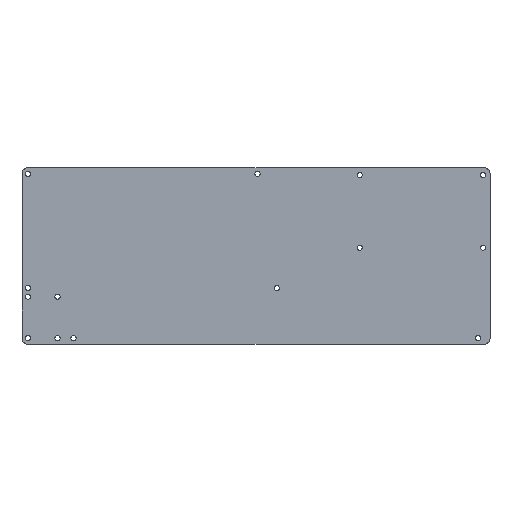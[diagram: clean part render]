
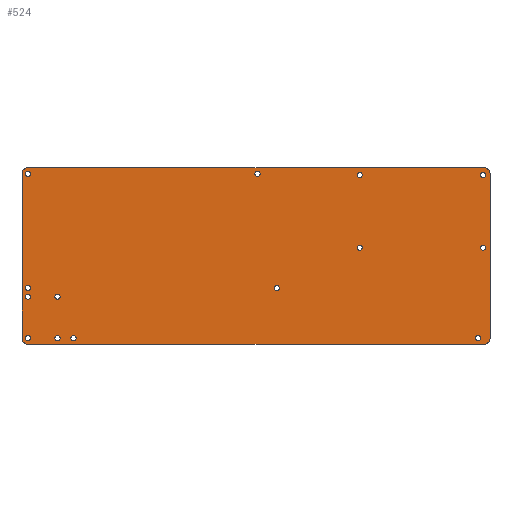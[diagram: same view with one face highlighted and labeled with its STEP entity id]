
A CAD part, top view. The second image highlights one B-rep face of the part: STEP entity #524.
In plain terms, the highlighted planar face has unit normal (0, 0, 1).
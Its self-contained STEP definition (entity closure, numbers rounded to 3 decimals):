
#15=FACE_BOUND('',#99,.T.);
#16=FACE_BOUND('',#100,.T.);
#17=FACE_BOUND('',#101,.T.);
#18=FACE_BOUND('',#102,.T.);
#19=FACE_BOUND('',#103,.T.);
#20=FACE_BOUND('',#104,.T.);
#21=FACE_BOUND('',#105,.T.);
#22=FACE_BOUND('',#106,.T.);
#23=FACE_BOUND('',#107,.T.);
#24=FACE_BOUND('',#108,.T.);
#25=FACE_BOUND('',#109,.T.);
#26=FACE_BOUND('',#110,.T.);
#27=FACE_BOUND('',#111,.T.);
#28=FACE_BOUND('',#112,.T.);
#48=PLANE('',#599);
#73=FACE_OUTER_BOUND('',#98,.T.);
#98=EDGE_LOOP('',(#437,#438,#439,#440,#441,#442,#443,#444,#445));
#99=EDGE_LOOP('',(#446));
#100=EDGE_LOOP('',(#447));
#101=EDGE_LOOP('',(#448));
#102=EDGE_LOOP('',(#449));
#103=EDGE_LOOP('',(#450));
#104=EDGE_LOOP('',(#451));
#105=EDGE_LOOP('',(#452));
#106=EDGE_LOOP('',(#453));
#107=EDGE_LOOP('',(#454));
#108=EDGE_LOOP('',(#455));
#109=EDGE_LOOP('',(#456));
#110=EDGE_LOOP('',(#457));
#111=EDGE_LOOP('',(#458));
#112=EDGE_LOOP('',(#459));
#142=LINE('',#846,#175);
#147=LINE('',#860,#180);
#151=LINE('',#872,#184);
#155=LINE('',#884,#188);
#158=LINE('',#890,#191);
#175=VECTOR('',#703,10.);
#180=VECTOR('',#716,10.);
#184=VECTOR('',#728,10.);
#188=VECTOR('',#740,10.);
#191=VECTOR('',#745,10.);
#195=CIRCLE('',#542,1.75);
#197=CIRCLE('',#545,1.75);
#199=CIRCLE('',#548,1.75);
#201=CIRCLE('',#551,1.75);
#203=CIRCLE('',#554,1.75);
#205=CIRCLE('',#557,1.75);
#207=CIRCLE('',#560,1.75);
#209=CIRCLE('',#563,1.75);
#211=CIRCLE('',#566,1.75);
#213=CIRCLE('',#569,1.75);
#215=CIRCLE('',#572,1.75);
#217=CIRCLE('',#575,1.75);
#219=CIRCLE('',#578,1.75);
#221=CIRCLE('',#581,1.75);
#222=CIRCLE('',#584,4.);
#224=CIRCLE('',#588,4.);
#226=CIRCLE('',#592,4.);
#228=CIRCLE('',#597,4.);
#231=VERTEX_POINT('',#762);
#233=VERTEX_POINT('',#768);
#235=VERTEX_POINT('',#774);
#237=VERTEX_POINT('',#780);
#239=VERTEX_POINT('',#786);
#241=VERTEX_POINT('',#792);
#243=VERTEX_POINT('',#798);
#245=VERTEX_POINT('',#804);
#247=VERTEX_POINT('',#810);
#249=VERTEX_POINT('',#816);
#251=VERTEX_POINT('',#822);
#253=VERTEX_POINT('',#828);
#255=VERTEX_POINT('',#834);
#257=VERTEX_POINT('',#840);
#258=VERTEX_POINT('',#844);
#259=VERTEX_POINT('',#845);
#262=VERTEX_POINT('',#853);
#264=VERTEX_POINT('',#859);
#266=VERTEX_POINT('',#865);
#268=VERTEX_POINT('',#871);
#270=VERTEX_POINT('',#877);
#272=VERTEX_POINT('',#883);
#274=VERTEX_POINT('',#889);
#278=EDGE_CURVE('',#231,#231,#195,.T.);
#281=EDGE_CURVE('',#233,#233,#197,.T.);
#284=EDGE_CURVE('',#235,#235,#199,.T.);
#287=EDGE_CURVE('',#237,#237,#201,.T.);
#290=EDGE_CURVE('',#239,#239,#203,.T.);
#293=EDGE_CURVE('',#241,#241,#205,.T.);
#296=EDGE_CURVE('',#243,#243,#207,.T.);
#299=EDGE_CURVE('',#245,#245,#209,.T.);
#302=EDGE_CURVE('',#247,#247,#211,.T.);
#305=EDGE_CURVE('',#249,#249,#213,.T.);
#308=EDGE_CURVE('',#251,#251,#215,.T.);
#311=EDGE_CURVE('',#253,#253,#217,.T.);
#314=EDGE_CURVE('',#255,#255,#219,.T.);
#317=EDGE_CURVE('',#257,#257,#221,.T.);
#318=EDGE_CURVE('',#258,#259,#142,.T.);
#322=EDGE_CURVE('',#258,#262,#222,.T.);
#325=EDGE_CURVE('',#262,#264,#147,.T.);
#328=EDGE_CURVE('',#264,#266,#224,.T.);
#331=EDGE_CURVE('',#266,#268,#151,.T.);
#334=EDGE_CURVE('',#268,#270,#226,.T.);
#337=EDGE_CURVE('',#270,#272,#155,.T.);
#340=EDGE_CURVE('',#274,#272,#158,.T.);
#343=EDGE_CURVE('',#274,#259,#228,.T.);
#437=ORIENTED_EDGE('',*,*,#343,.T.);
#438=ORIENTED_EDGE('',*,*,#318,.F.);
#439=ORIENTED_EDGE('',*,*,#322,.T.);
#440=ORIENTED_EDGE('',*,*,#325,.T.);
#441=ORIENTED_EDGE('',*,*,#328,.T.);
#442=ORIENTED_EDGE('',*,*,#331,.T.);
#443=ORIENTED_EDGE('',*,*,#334,.T.);
#444=ORIENTED_EDGE('',*,*,#337,.T.);
#445=ORIENTED_EDGE('',*,*,#340,.F.);
#446=ORIENTED_EDGE('',*,*,#317,.F.);
#447=ORIENTED_EDGE('',*,*,#314,.F.);
#448=ORIENTED_EDGE('',*,*,#311,.F.);
#449=ORIENTED_EDGE('',*,*,#308,.F.);
#450=ORIENTED_EDGE('',*,*,#305,.F.);
#451=ORIENTED_EDGE('',*,*,#302,.F.);
#452=ORIENTED_EDGE('',*,*,#299,.F.);
#453=ORIENTED_EDGE('',*,*,#296,.F.);
#454=ORIENTED_EDGE('',*,*,#293,.F.);
#455=ORIENTED_EDGE('',*,*,#290,.F.);
#456=ORIENTED_EDGE('',*,*,#287,.F.);
#457=ORIENTED_EDGE('',*,*,#284,.F.);
#458=ORIENTED_EDGE('',*,*,#281,.F.);
#459=ORIENTED_EDGE('',*,*,#278,.F.);
#524=ADVANCED_FACE('',(#73,#15,#16,#17,#18,#19,#20,#21,#22,#23,#24,#25,
#26,#27,#28),#48,.T.);
#542=AXIS2_PLACEMENT_3D('',#764,#608,#609);
#545=AXIS2_PLACEMENT_3D('',#770,#615,#616);
#548=AXIS2_PLACEMENT_3D('',#776,#622,#623);
#551=AXIS2_PLACEMENT_3D('',#782,#629,#630);
#554=AXIS2_PLACEMENT_3D('',#788,#636,#637);
#557=AXIS2_PLACEMENT_3D('',#794,#643,#644);
#560=AXIS2_PLACEMENT_3D('',#800,#650,#651);
#563=AXIS2_PLACEMENT_3D('',#806,#657,#658);
#566=AXIS2_PLACEMENT_3D('',#812,#664,#665);
#569=AXIS2_PLACEMENT_3D('',#818,#671,#672);
#572=AXIS2_PLACEMENT_3D('',#824,#678,#679);
#575=AXIS2_PLACEMENT_3D('',#830,#685,#686);
#578=AXIS2_PLACEMENT_3D('',#836,#692,#693);
#581=AXIS2_PLACEMENT_3D('',#842,#699,#700);
#584=AXIS2_PLACEMENT_3D('',#854,#709,#710);
#588=AXIS2_PLACEMENT_3D('',#866,#721,#722);
#592=AXIS2_PLACEMENT_3D('',#878,#733,#734);
#597=AXIS2_PLACEMENT_3D('',#895,#750,#751);
#599=AXIS2_PLACEMENT_3D('',#897,#754,#755);
#608=DIRECTION('center_axis',(0.,0.,1.));
#609=DIRECTION('ref_axis',(1.,0.,0.));
#615=DIRECTION('center_axis',(0.,0.,1.));
#616=DIRECTION('ref_axis',(1.,0.,0.));
#622=DIRECTION('center_axis',(0.,0.,1.));
#623=DIRECTION('ref_axis',(1.,0.,0.));
#629=DIRECTION('center_axis',(0.,0.,1.));
#630=DIRECTION('ref_axis',(1.,0.,0.));
#636=DIRECTION('center_axis',(0.,0.,1.));
#637=DIRECTION('ref_axis',(1.,0.,0.));
#643=DIRECTION('center_axis',(0.,0.,1.));
#644=DIRECTION('ref_axis',(1.,0.,0.));
#650=DIRECTION('center_axis',(0.,0.,1.));
#651=DIRECTION('ref_axis',(1.,0.,0.));
#657=DIRECTION('center_axis',(0.,0.,1.));
#658=DIRECTION('ref_axis',(1.,0.,0.));
#664=DIRECTION('center_axis',(0.,0.,1.));
#665=DIRECTION('ref_axis',(1.,0.,0.));
#671=DIRECTION('center_axis',(0.,0.,1.));
#672=DIRECTION('ref_axis',(1.,0.,0.));
#678=DIRECTION('center_axis',(0.,0.,1.));
#679=DIRECTION('ref_axis',(1.,0.,0.));
#685=DIRECTION('center_axis',(0.,0.,1.));
#686=DIRECTION('ref_axis',(1.,0.,0.));
#692=DIRECTION('center_axis',(0.,0.,1.));
#693=DIRECTION('ref_axis',(1.,0.,0.));
#699=DIRECTION('center_axis',(0.,0.,1.));
#700=DIRECTION('ref_axis',(1.,0.,0.));
#703=DIRECTION('',(-1.,0.,0.));
#709=DIRECTION('center_axis',(0.,0.,1.));
#710=DIRECTION('ref_axis',(0.,-1.,0.));
#716=DIRECTION('',(0.,1.,0.));
#721=DIRECTION('center_axis',(0.,0.,1.));
#722=DIRECTION('ref_axis',(1.,0.,0.));
#728=DIRECTION('',(-1.,0.,0.));
#733=DIRECTION('center_axis',(0.,0.,1.));
#734=DIRECTION('ref_axis',(0.,1.,0.));
#740=DIRECTION('',(0.,-1.,0.));
#745=DIRECTION('',(0.,1.,0.));
#750=DIRECTION('center_axis',(0.,0.,1.));
#751=DIRECTION('ref_axis',(-1.,0.,0.));
#754=DIRECTION('center_axis',(0.,0.,1.));
#755=DIRECTION('ref_axis',(1.,0.,0.));
#762=CARTESIAN_POINT('',(22.25,-94.,-7.));
#764=CARTESIAN_POINT('Origin',(24.,-94.,-7.));
#768=CARTESIAN_POINT('',(306.25,-122.,-7.));
#770=CARTESIAN_POINT('Origin',(308.,-122.,-7.));
#774=CARTESIAN_POINT('',(309.6,-60.895,-7.));
#776=CARTESIAN_POINT('Origin',(311.35,-60.895,-7.));
#780=CARTESIAN_POINT('',(309.6,-11.855,-7.));
#782=CARTESIAN_POINT('Origin',(311.35,-11.855,-7.));
#786=CARTESIAN_POINT('',(226.3,-11.855,-7.));
#788=CARTESIAN_POINT('Origin',(228.05,-11.855,-7.));
#792=CARTESIAN_POINT('',(226.3,-60.895,-7.));
#794=CARTESIAN_POINT('Origin',(228.05,-60.895,-7.));
#798=CARTESIAN_POINT('',(170.25,-88.25,-7.));
#800=CARTESIAN_POINT('Origin',(172.,-88.25,-7.));
#804=CARTESIAN_POINT('',(157.25,-11.,-7.));
#806=CARTESIAN_POINT('Origin',(159.,-11.,-7.));
#810=CARTESIAN_POINT('',(2.25,-11.,-7.));
#812=CARTESIAN_POINT('Origin',(4.,-11.,-7.));
#816=CARTESIAN_POINT('',(2.25,-88.,-7.));
#818=CARTESIAN_POINT('Origin',(4.,-88.,-7.));
#822=CARTESIAN_POINT('',(33.,-122.,-7.));
#824=CARTESIAN_POINT('Origin',(34.75,-122.,-7.));
#828=CARTESIAN_POINT('',(2.25,-94.,-7.));
#830=CARTESIAN_POINT('Origin',(4.,-94.,-7.));
#834=CARTESIAN_POINT('',(22.25,-122.,-7.));
#836=CARTESIAN_POINT('Origin',(24.,-122.,-7.));
#840=CARTESIAN_POINT('',(2.25,-122.,-7.));
#842=CARTESIAN_POINT('Origin',(4.,-122.,-7.));
#844=CARTESIAN_POINT('',(312.,-126.,-7.));
#845=CARTESIAN_POINT('',(4.,-126.,-7.));
#846=CARTESIAN_POINT('',(27.,-126.,-7.));
#853=CARTESIAN_POINT('',(316.,-122.,-7.));
#854=CARTESIAN_POINT('Origin',(312.,-122.,-7.));
#859=CARTESIAN_POINT('',(316.,-11.,-7.));
#860=CARTESIAN_POINT('',(316.,-122.,-7.));
#865=CARTESIAN_POINT('',(312.,-7.,-7.));
#866=CARTESIAN_POINT('Origin',(312.,-11.,-7.));
#871=CARTESIAN_POINT('',(4.,-7.,-7.));
#872=CARTESIAN_POINT('',(312.,-7.,-7.));
#877=CARTESIAN_POINT('',(0.,-11.,-7.));
#878=CARTESIAN_POINT('Origin',(4.,-11.,-7.));
#883=CARTESIAN_POINT('',(0.,-88.,-7.));
#884=CARTESIAN_POINT('',(0.,-11.,-7.));
#889=CARTESIAN_POINT('',(0.,-122.,-7.));
#890=CARTESIAN_POINT('',(0.,-122.,-7.));
#895=CARTESIAN_POINT('Origin',(4.,-122.,-7.));
#897=CARTESIAN_POINT('Origin',(158.,-66.5,-7.));
